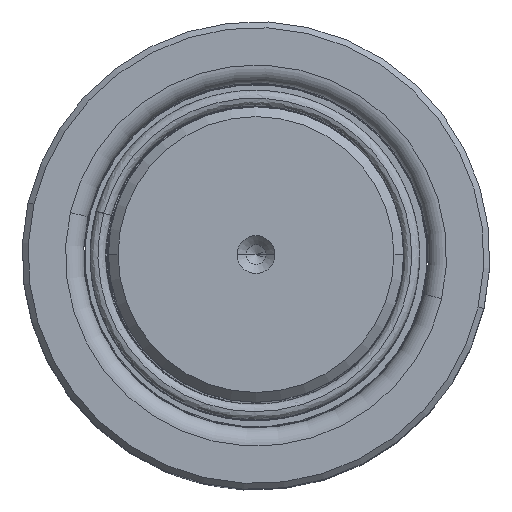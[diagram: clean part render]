
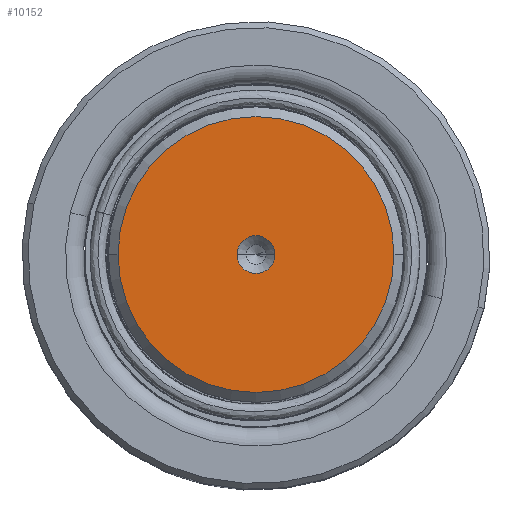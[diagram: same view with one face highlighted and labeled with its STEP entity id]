
A CAD part, top view. The second image highlights one B-rep face of the part: STEP entity #10152.
In plain terms, the highlighted planar face has unit normal (0, 0, 1).
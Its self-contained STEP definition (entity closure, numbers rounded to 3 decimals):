
#1143 = VERTEX_POINT ( 'NONE', #43835 ) ;
#3312 = AXIS2_PLACEMENT_3D ( 'NONE', #45922, #41245, #36739 ) ;
#3642 = DIRECTION ( 'NONE',  ( 0., 0., 1. ) ) ;
#7154 = VERTEX_POINT ( 'NONE', #44569 ) ;
#9224 = DIRECTION ( 'NONE',  ( 0., 0., 1. ) ) ;
#10152 = ADVANCED_FACE ( 'NONE', ( #36157, #56552 ), #46130, .T. ) ;
#10361 = CARTESIAN_POINT ( 'NONE',  ( -28.017, 0., 220. ) ) ;
#10583 = DIRECTION ( 'NONE',  ( 1., 0., 0. ) ) ;
#10684 = DIRECTION ( 'NONE',  ( 1., 0., 0. ) ) ;
#12232 = CARTESIAN_POINT ( 'NONE',  ( -3.85, 0., 220. ) ) ;
#12498 = EDGE_CURVE ( 'NONE', #31964, #7154, #50049, .T. ) ;
#12783 = EDGE_LOOP ( 'NONE', ( #40430, #20319 ) ) ;
#13487 = AXIS2_PLACEMENT_3D ( 'NONE', #23082, #9224, #19175 ) ;
#14349 = AXIS2_PLACEMENT_3D ( 'NONE', #29096, #38873, #10583 ) ;
#15568 = CIRCLE ( 'NONE', #55729, 3.85 ) ;
#17491 = ORIENTED_EDGE ( 'NONE', *, *, #44175, .T. ) ;
#19175 = DIRECTION ( 'NONE',  ( 1., 0., 0. ) ) ;
#20319 = ORIENTED_EDGE ( 'NONE', *, *, #51273, .F. ) ;
#20421 = EDGE_CURVE ( 'NONE', #1143, #58605, #15568, .T. ) ;
#23082 = CARTESIAN_POINT ( 'NONE',  ( 0., 0., 220. ) ) ;
#25560 = EDGE_LOOP ( 'NONE', ( #43204, #17491 ) ) ;
#29096 = CARTESIAN_POINT ( 'NONE',  ( 0., 0., 220. ) ) ;
#29202 = CARTESIAN_POINT ( 'NONE',  ( 0., 0., 220. ) ) ;
#29713 = CIRCLE ( 'NONE', #14349, 28.017 ) ;
#31964 = VERTEX_POINT ( 'NONE', #10361 ) ;
#36157 = FACE_BOUND ( 'NONE', #12783, .T. ) ;
#36739 = DIRECTION ( 'NONE',  ( 1., 0., 0. ) ) ;
#38566 = DIRECTION ( 'NONE',  ( 0., 0., 1. ) ) ;
#38873 = DIRECTION ( 'NONE',  ( 0., 0., 1. ) ) ;
#40430 = ORIENTED_EDGE ( 'NONE', *, *, #20421, .F. ) ;
#41245 = DIRECTION ( 'NONE',  ( 0., 0., 1. ) ) ;
#41880 = CIRCLE ( 'NONE', #46498, 3.85 ) ;
#43204 = ORIENTED_EDGE ( 'NONE', *, *, #12498, .T. ) ;
#43835 = CARTESIAN_POINT ( 'NONE',  ( 3.85, 0., 220. ) ) ;
#44175 = EDGE_CURVE ( 'NONE', #7154, #31964, #29713, .T. ) ;
#44569 = CARTESIAN_POINT ( 'NONE',  ( 28.017, 0., 220. ) ) ;
#45448 = CARTESIAN_POINT ( 'NONE',  ( 0., 0., 220. ) ) ;
#45922 = CARTESIAN_POINT ( 'NONE',  ( 0., 0., 220. ) ) ;
#46130 = PLANE ( 'NONE',  #3312 ) ;
#46498 = AXIS2_PLACEMENT_3D ( 'NONE', #45448, #3642, #50124 ) ;
#50049 = CIRCLE ( 'NONE', #13487, 28.017 ) ;
#50124 = DIRECTION ( 'NONE',  ( 1., 0., 0. ) ) ;
#51273 = EDGE_CURVE ( 'NONE', #58605, #1143, #41880, .T. ) ;
#55729 = AXIS2_PLACEMENT_3D ( 'NONE', #29202, #38566, #10684 ) ;
#56552 = FACE_OUTER_BOUND ( 'NONE', #25560, .T. ) ;
#58605 = VERTEX_POINT ( 'NONE', #12232 ) ;
